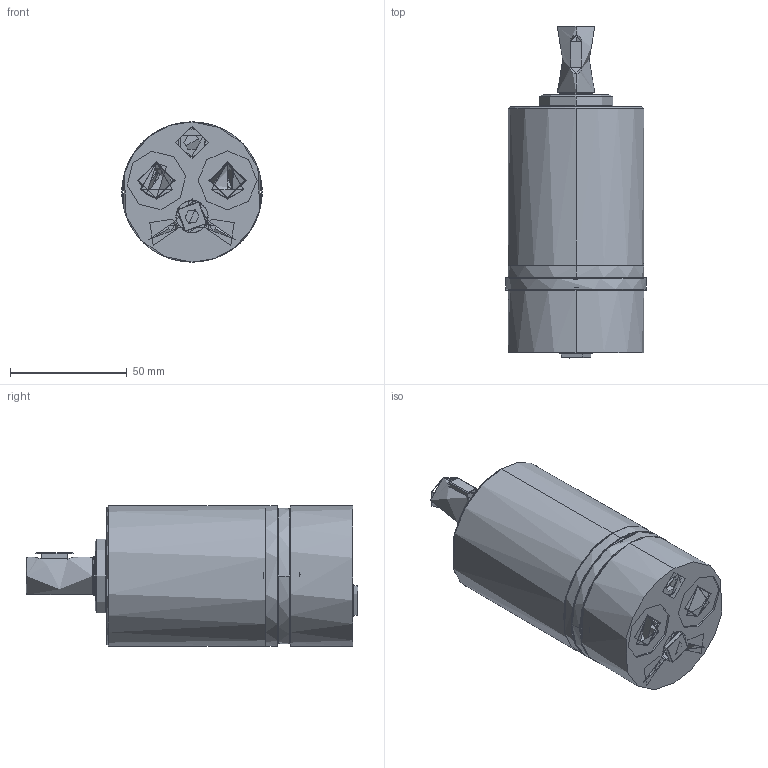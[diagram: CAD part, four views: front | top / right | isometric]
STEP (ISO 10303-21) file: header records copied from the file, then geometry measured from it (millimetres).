
FILE_DESCRIPTION(('None'),'2;1');
FILE_NAME('18_151G0001_3_14-09-24.stp','2015-10-13T09:25:38',('None'),('None'),'EAI STEP Export','EAI Open Enterprise Visualization',' ');
FILE_SCHEMA(('CONFIG_CONTROL_DESIGN'));
Products named in the file (1): MFPe7FA2eklb
Bounding box: 60 x 141.95 x 60 mm (x, y, z)
Volume: 2664.2 mm3; surface area: 82430.4 mm2
Topology: 4 solids, 860 shells, 1342 faces, 7567 edges, 7043 vertices
Faces by surface type: bspline 1342
Entity records: 114928 total; most frequent: CARTESIAN_POINT 74286, VERTEX_POINT 15166, ORIENTED_EDGE 8645, EDGE_CURVE 7583, B_SPLINE_CURVE_WITH_KNOTS 4515, EDGE_LOOP 1476, FACE_OUTER_BOUND 1342, ADVANCED_FACE 1342
